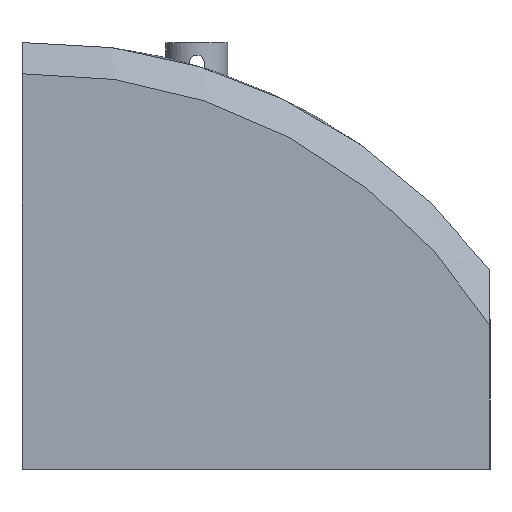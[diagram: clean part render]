
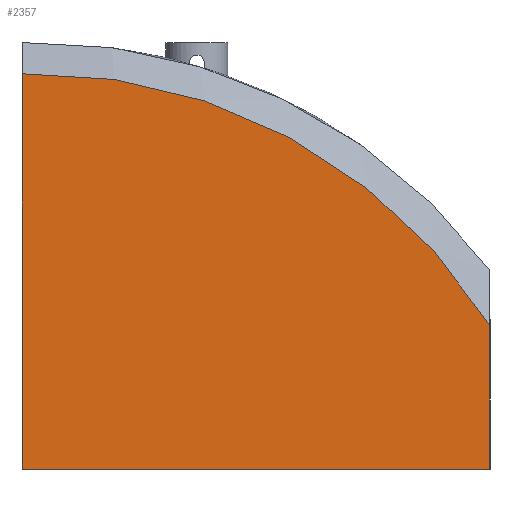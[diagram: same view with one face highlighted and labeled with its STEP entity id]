
A CAD part, left-side view. The second image highlights one B-rep face of the part: STEP entity #2357.
In plain terms, the highlighted face is planar.
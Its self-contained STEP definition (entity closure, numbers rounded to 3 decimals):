
#74=PLANE('',#2537);
#185=FACE_OUTER_BOUND('',#309,.T.);
#309=EDGE_LOOP('',(#1901,#1902,#1903,#1904));
#433=LINE('',#3676,#695);
#534=LINE('',#3907,#796);
#539=LINE('',#3916,#801);
#695=VECTOR('',#2799,10.);
#796=VECTOR('',#2966,10.);
#801=VECTOR('',#2975,10.);
#934=CIRCLE('',#2496,85.82);
#1058=VERTEX_POINT('',#3637);
#1059=VERTEX_POINT('',#3641);
#1070=VERTEX_POINT('',#3675);
#1161=VERTEX_POINT('',#3906);
#1312=EDGE_CURVE('',#1058,#1059,#934,.T.);
#1325=EDGE_CURVE('',#1059,#1070,#433,.T.);
#1441=EDGE_CURVE('',#1070,#1161,#534,.T.);
#1446=EDGE_CURVE('',#1058,#1161,#539,.T.);
#1901=ORIENTED_EDGE('',*,*,#1312,.F.);
#1902=ORIENTED_EDGE('',*,*,#1446,.T.);
#1903=ORIENTED_EDGE('',*,*,#1441,.F.);
#1904=ORIENTED_EDGE('',*,*,#1325,.F.);
#2357=ADVANCED_FACE('',(#185),#74,.T.);
#2496=AXIS2_PLACEMENT_3D('',#3642,#2780,#2781);
#2537=AXIS2_PLACEMENT_3D('',#3915,#2973,#2974);
#2780=DIRECTION('center_axis',(0.,1.,0.));
#2781=DIRECTION('ref_axis',(0.598,0.,-0.802));
#2799=DIRECTION('',(-1.,0.,0.));
#2966=DIRECTION('',(0.,0.,1.));
#2973=DIRECTION('center_axis',(0.,-1.,0.));
#2974=DIRECTION('ref_axis',(1.,0.,0.));
#2975=DIRECTION('',(-1.,0.,0.));
#3637=CARTESIAN_POINT('',(62.492,-86.65,-43.5));
#3641=CARTESIAN_POINT('',(22.145,-86.65,-118.5));
#3642=CARTESIAN_POINT('Origin',(-23.3,-86.65,-45.7));
#3675=CARTESIAN_POINT('',(-0.906,-86.65,-118.5));
#3676=CARTESIAN_POINT('',(0.494,-86.65,-118.5));
#3906=CARTESIAN_POINT('',(-0.906,-86.65,-43.5));
#3907=CARTESIAN_POINT('',(-0.906,-86.65,-118.5));
#3915=CARTESIAN_POINT('Origin',(29.26,-86.65,-81.));
#3916=CARTESIAN_POINT('',(0.494,-86.65,-43.5));
